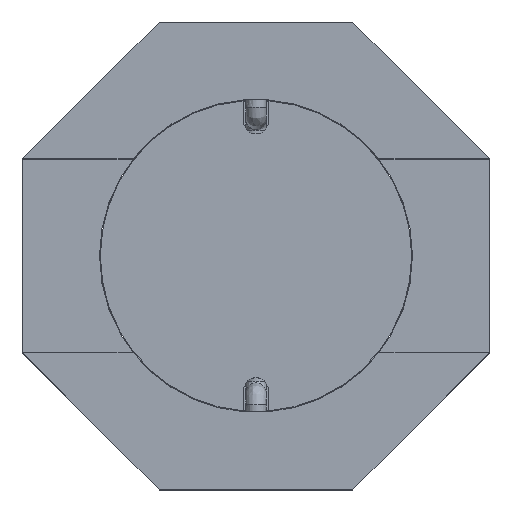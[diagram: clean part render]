
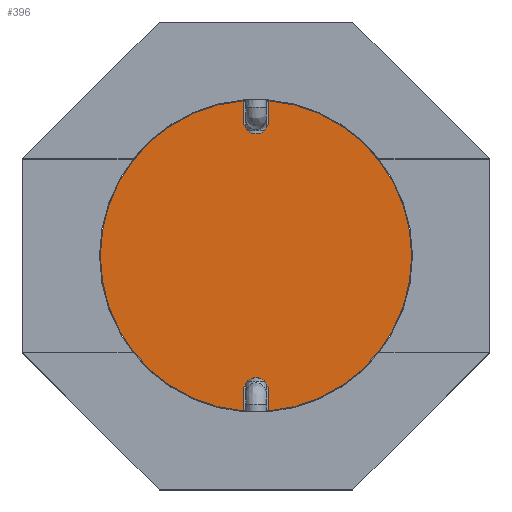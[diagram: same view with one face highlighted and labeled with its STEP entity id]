
A CAD part, top view. The second image highlights one B-rep face of the part: STEP entity #396.
In plain terms, the highlighted planar face has unit normal (0, 0, 1).
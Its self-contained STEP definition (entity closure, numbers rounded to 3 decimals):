
#396 = ADVANCED_FACE( '', ( #796 ), #797, .F. );
#796 = FACE_OUTER_BOUND( '', #2582, .T. );
#797 = PLANE( '', #2583 );
#2582 = EDGE_LOOP( '', ( #3655, #3656, #3657, #3658, #3659, #3660, #3661, #3662 ) );
#2583 = AXIS2_PLACEMENT_3D( '', #3663, #3664, #3665 );
#3655 = ORIENTED_EDGE( '', *, *, #4184, .F. );
#3656 = ORIENTED_EDGE( '', *, *, #4101, .F. );
#3657 = ORIENTED_EDGE( '', *, *, #3993, .T. );
#3658 = ORIENTED_EDGE( '', *, *, #3952, .T. );
#3659 = ORIENTED_EDGE( '', *, *, #4185, .T. );
#3660 = ORIENTED_EDGE( '', *, *, #4157, .F. );
#3661 = ORIENTED_EDGE( '', *, *, #4186, .F. );
#3662 = ORIENTED_EDGE( '', *, *, #4007, .F. );
#3663 = CARTESIAN_POINT( '', ( 0., 0., 0.2 ) );
#3664 = DIRECTION( '', ( 0., 0., -1. ) );
#3665 = DIRECTION( '', ( -1., 0., 0. ) );
#3952 = EDGE_CURVE( '', #4447, #4445, #4448, .T. );
#3993 = EDGE_CURVE( '', #4507, #4447, #4508, .T. );
#4007 = EDGE_CURVE( '', #4530, #4532, #4533, .T. );
#4101 = EDGE_CURVE( '', #4507, #4663, #4664, .T. );
#4157 = EDGE_CURVE( '', #4730, #4731, #4732, .T. );
#4184 = EDGE_CURVE( '', #4663, #4530, #4761, .T. );
#4185 = EDGE_CURVE( '', #4445, #4731, #4762, .T. );
#4186 = EDGE_CURVE( '', #4532, #4730, #4763, .T. );
#4445 = VERTEX_POINT( '', #5598 );
#4447 = VERTEX_POINT( '', #5601 );
#4448 = CIRCLE( '', #5602, 0.075 );
#4507 = VERTEX_POINT( '', #5765 );
#4508 = LINE( '', #5766, #5767 );
#4530 = VERTEX_POINT( '', #5829 );
#4532 = VERTEX_POINT( '', #5832 );
#4533 = CIRCLE( '', #5833, 0.075 );
#4663 = VERTEX_POINT( '', #6193 );
#4664 = CIRCLE( '', #6194, 0.925 );
#4730 = VERTEX_POINT( '', #6336 );
#4731 = VERTEX_POINT( '', #6337 );
#4732 = CIRCLE( '', #6338, 0.925 );
#4761 = LINE( '', #6393, #6394 );
#4762 = LINE( '', #6395, #6396 );
#4763 = LINE( '', #6397, #6398 );
#5598 = CARTESIAN_POINT( '', ( 0.075, -0.8, 0.2 ) );
#5601 = CARTESIAN_POINT( '', ( -0.075, -0.8, 0.2 ) );
#5602 = AXIS2_PLACEMENT_3D( '', #6478, #6479, #6480 );
#5765 = CARTESIAN_POINT( '', ( -0.075, -0.922, 0.2 ) );
#5766 = CARTESIAN_POINT( '', ( -0.075, -0.8, 0.2 ) );
#5767 = VECTOR( '', #6504, 1000. );
#5829 = CARTESIAN_POINT( '', ( -0.075, 0.8, 0.2 ) );
#5832 = CARTESIAN_POINT( '', ( 0.075, 0.8, 0.2 ) );
#5833 = AXIS2_PLACEMENT_3D( '', #6515, #6516, #6517 );
#6193 = CARTESIAN_POINT( '', ( -0.075, 0.922, 0.2 ) );
#6194 = AXIS2_PLACEMENT_3D( '', #6563, #6564, #6565 );
#6336 = CARTESIAN_POINT( '', ( 0.075, 0.922, 0.2 ) );
#6337 = CARTESIAN_POINT( '', ( 0.075, -0.922, 0.2 ) );
#6338 = AXIS2_PLACEMENT_3D( '', #6583, #6584, #6585 );
#6393 = CARTESIAN_POINT( '', ( -0.075, 0.8, 0.2 ) );
#6394 = VECTOR( '', #6594, 1000. );
#6395 = CARTESIAN_POINT( '', ( 0.075, -0.8, 0.2 ) );
#6396 = VECTOR( '', #6595, 1000. );
#6397 = CARTESIAN_POINT( '', ( 0.075, 0.8, 0.2 ) );
#6398 = VECTOR( '', #6596, 1000. );
#6478 = CARTESIAN_POINT( '', ( 0., -0.8, 0.2 ) );
#6479 = DIRECTION( '', ( 0., 0., -1. ) );
#6480 = DIRECTION( '', ( -1., 0., 0. ) );
#6504 = DIRECTION( '', ( 0., 1., 0. ) );
#6515 = CARTESIAN_POINT( '', ( 0., 0.8, 0.2 ) );
#6516 = DIRECTION( '', ( 0., 0., 1. ) );
#6517 = DIRECTION( '', ( -1., 0., 0. ) );
#6563 = CARTESIAN_POINT( '', ( 0., 0., 0.2 ) );
#6564 = DIRECTION( '', ( 0., 0., -1. ) );
#6565 = DIRECTION( '', ( -1., 0., 0. ) );
#6583 = CARTESIAN_POINT( '', ( 0., 0., 0.2 ) );
#6584 = DIRECTION( '', ( 0., 0., -1. ) );
#6585 = DIRECTION( '', ( -1., 0., 0. ) );
#6594 = DIRECTION( '', ( 0., -1., 0. ) );
#6595 = DIRECTION( '', ( 0., -1., 0. ) );
#6596 = DIRECTION( '', ( 0., 1., 0. ) );
